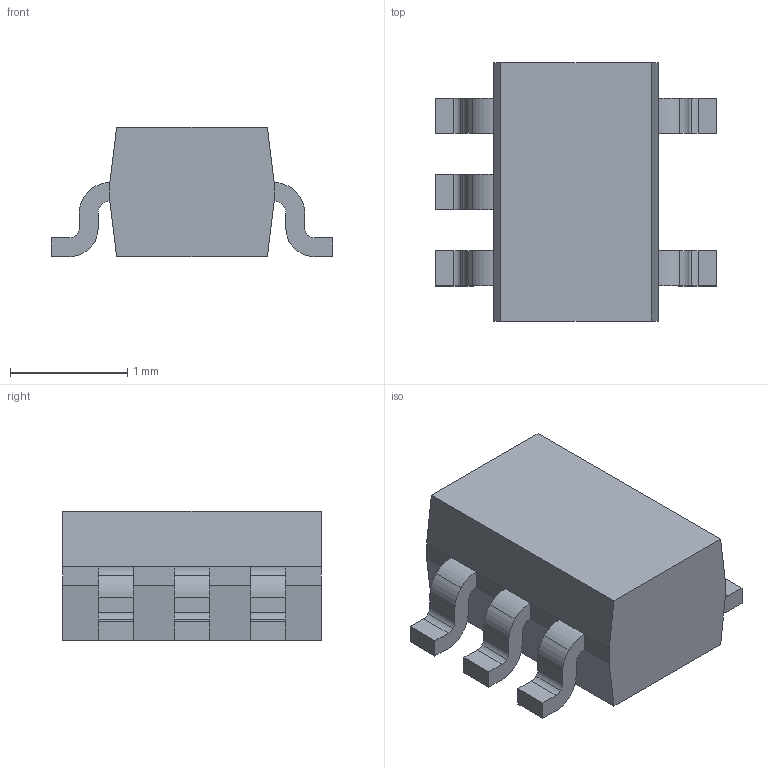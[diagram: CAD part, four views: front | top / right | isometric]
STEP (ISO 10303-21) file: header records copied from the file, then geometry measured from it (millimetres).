
FILE_DESCRIPTION((''),'2;1');
FILE_NAME('SOT65P210X110-5N.stp','2008-11-11T08:47:19',(''),(''),'Mechanical Desktop 2006','Mechanical Desktop 2006',', , ');
FILE_SCHEMA(('AUTOMOTIVE_DESIGN { 1 2 10303 214 0 1 1 1 }'));
Length unit declared in the file: millimetre
Products named in the file (1): SOT65P210X110-5N
Bounding box: 2.4 x 2.2 x 1.1 mm (x, y, z)
Volume: 3.5 mm3; surface area: 17.8 mm2
Topology: 6 solids, 6 shells, 90 faces, 234 edges, 156 vertices
Faces by surface type: plane 34, bspline 32, cylinder 24
Entity records: 3033 total; most frequent: CARTESIAN_POINT 801, ORIENTED_EDGE 468, DIRECTION 432, EDGE_CURVE 234, VERTEX_POINT 156, VECTOR 154, LINE 154, AXIS2_PLACEMENT_3D 139
